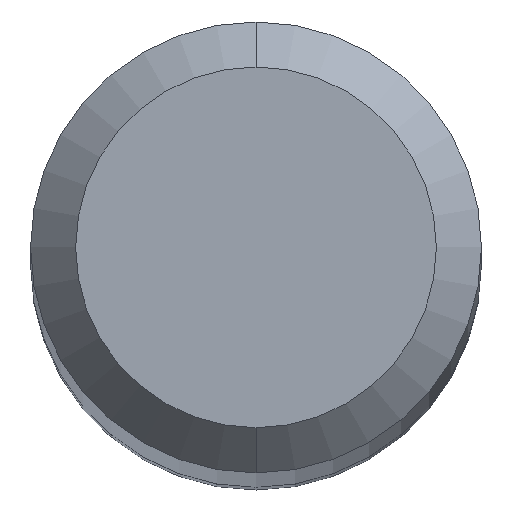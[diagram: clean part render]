
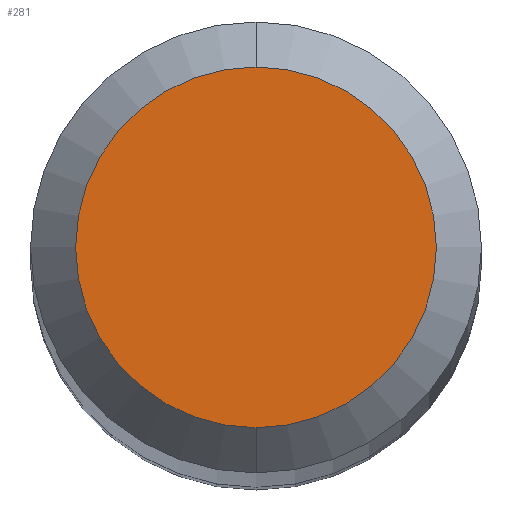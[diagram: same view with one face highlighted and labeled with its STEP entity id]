
A CAD part, top view. The second image highlights one B-rep face of the part: STEP entity #281.
In plain terms, the highlighted planar face has unit normal (0, 0, 1).
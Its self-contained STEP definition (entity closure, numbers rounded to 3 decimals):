
#207=EDGE_CURVE('',#319,#221,#488,.T.);
#221=VERTEX_POINT('',#505);
#259=EDGE_CURVE('',#221,#319,#548,.T.);
#281=ADVANCED_FACE('',(#573),#574,.T.);
#319=VERTEX_POINT('',#616);
#488=CIRCLE('',#863,1.2);
#505=CARTESIAN_POINT('',(0.,-1.2,0.0));
#548=CIRCLE('',#937,1.2);
#573=FACE_OUTER_BOUND('',#977,.T.);
#574=PLANE('',#978);
#616=CARTESIAN_POINT('',(0.0,1.2,0.0));
#863=AXIS2_PLACEMENT_3D('',#1384,#1385,#1386);
#937=AXIS2_PLACEMENT_3D('',#1468,#1469,#1470);
#977=EDGE_LOOP('',(#1502,#1503));
#978=AXIS2_PLACEMENT_3D('',#1504,#1505,#1506);
#1384=CARTESIAN_POINT('',(0.0,0.0,0.0));
#1385=DIRECTION('',(0.0,0.0,-1.0));
#1386=DIRECTION('',(0.0,1.0,0.0));
#1468=CARTESIAN_POINT('',(0.0,0.0,0.0));
#1469=DIRECTION('',(0.0,0.0,-1.0));
#1470=DIRECTION('',(0.0,1.0,0.0));
#1502=ORIENTED_EDGE('',*,*,#207,.F.);
#1503=ORIENTED_EDGE('',*,*,#259,.F.);
#1504=CARTESIAN_POINT('',(0.0,0.6,0.0));
#1505=DIRECTION('',(-0.0,0.0,1.0));
#1506=DIRECTION('',(0.0,-1.0,0.0));
